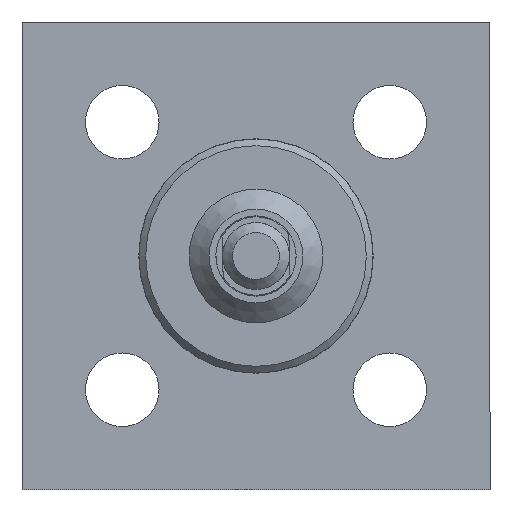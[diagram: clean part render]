
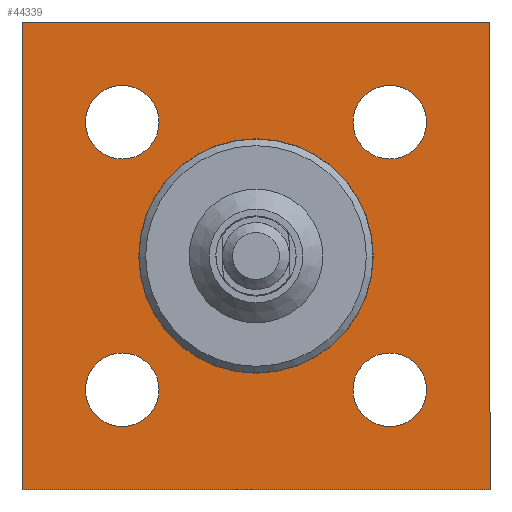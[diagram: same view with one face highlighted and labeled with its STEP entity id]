
A CAD part, front view. The second image highlights one B-rep face of the part: STEP entity #44339.
In plain terms, the highlighted planar face has unit normal (0, -1, 0).
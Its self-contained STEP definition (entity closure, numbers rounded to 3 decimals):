
#43975=CARTESIAN_POINT('',(25.5,-223.0,-20.));
#43976=VERTEX_POINT('',#43975);
#43977=CARTESIAN_POINT('',(20.,-223.0,-20.));
#43978=DIRECTION('',(0.0,1.0,0.0));
#43979=DIRECTION('',(1.0,0.0,0.0));
#43980=AXIS2_PLACEMENT_3D('',#43977,#43978,#43979);
#43981=CIRCLE('',#43980,5.5);
#43982=EDGE_CURVE('',#43976,#43976,#43981,.T.);
#44024=CARTESIAN_POINT('',(25.5,-223.0,20.0));
#44025=VERTEX_POINT('',#44024);
#44026=CARTESIAN_POINT('',(20.,-223.0,20.0));
#44027=DIRECTION('',(0.0,1.0,0.0));
#44028=DIRECTION('',(1.0,0.0,0.0));
#44029=AXIS2_PLACEMENT_3D('',#44026,#44027,#44028);
#44030=CIRCLE('',#44029,5.5);
#44031=EDGE_CURVE('',#44025,#44025,#44030,.T.);
#44073=CARTESIAN_POINT('',(-14.5,-223.0,-20.));
#44074=VERTEX_POINT('',#44073);
#44075=CARTESIAN_POINT('',(-20.,-223.0,-20.));
#44076=DIRECTION('',(0.0,1.0,0.0));
#44077=DIRECTION('',(1.0,0.0,0.0));
#44078=AXIS2_PLACEMENT_3D('',#44075,#44076,#44077);
#44079=CIRCLE('',#44078,5.5);
#44080=EDGE_CURVE('',#44074,#44074,#44079,.T.);
#44122=CARTESIAN_POINT('',(-14.5,-223.0,20.0));
#44123=VERTEX_POINT('',#44122);
#44124=CARTESIAN_POINT('',(-20.,-223.0,20.0));
#44125=DIRECTION('',(0.0,1.0,0.0));
#44126=DIRECTION('',(1.0,0.0,0.0));
#44127=AXIS2_PLACEMENT_3D('',#44124,#44125,#44126);
#44128=CIRCLE('',#44127,5.5);
#44129=EDGE_CURVE('',#44123,#44123,#44128,.T.);
#44150=CARTESIAN_POINT('',(17.536,-223.,0.));
#44151=VERTEX_POINT('',#44150);
#44152=CARTESIAN_POINT('',(0.0,-223.0,0.));
#44153=DIRECTION('',(0.0,1.0,0.0));
#44154=DIRECTION('',(-1.0,0.0,0.0));
#44155=AXIS2_PLACEMENT_3D('',#44152,#44153,#44154);
#44156=CIRCLE('',#44155,17.536);
#44157=EDGE_CURVE('',#44151,#44151,#44156,.T.);
#44177=CARTESIAN_POINT('',(-35.0,-223.,-35.));
#44178=VERTEX_POINT('',#44177);
#44185=CARTESIAN_POINT('',(-35.0,-223.,35.));
#44186=VERTEX_POINT('',#44185);
#44187=CARTESIAN_POINT('',(-35.0,-223.,35.));
#44188=DIRECTION('',(0.0,0.0,-1.0));
#44189=VECTOR('',#44188,70.0);
#44190=LINE('',#44187,#44189);
#44191=EDGE_CURVE('',#44186,#44178,#44190,.T.);
#44215=CARTESIAN_POINT('',(35.,-223.,-35.));
#44216=VERTEX_POINT('',#44215);
#44223=CARTESIAN_POINT('',(-35.0,-223.,-35.));
#44224=DIRECTION('',(1.0,0.0,0.0));
#44225=VECTOR('',#44224,70.);
#44226=LINE('',#44223,#44225);
#44227=EDGE_CURVE('',#44178,#44216,#44226,.T.);
#44246=CARTESIAN_POINT('',(35.0,-223.,35.));
#44247=VERTEX_POINT('',#44246);
#44254=CARTESIAN_POINT('',(35.,-223.,-35.));
#44255=DIRECTION('',(0.0,0.0,1.0));
#44256=VECTOR('',#44255,70.0);
#44257=LINE('',#44254,#44256);
#44258=EDGE_CURVE('',#44216,#44247,#44257,.T.);
#44276=CARTESIAN_POINT('',(35.0,-223.,35.));
#44277=DIRECTION('',(-1.0,0.0,0.0));
#44278=VECTOR('',#44277,70.0);
#44279=LINE('',#44276,#44278);
#44280=EDGE_CURVE('',#44247,#44186,#44279,.T.);
#44313=CARTESIAN_POINT('',(0.,-223.0,0.));
#44314=DIRECTION('',(0.0,1.0,0.0));
#44315=DIRECTION('',(0.0,0.0,1.0));
#44316=AXIS2_PLACEMENT_3D('',#44313,#44314,#44315);
#44317=PLANE('',#44316);
#44318=ORIENTED_EDGE('',*,*,#44280,.T.);
#44319=ORIENTED_EDGE('',*,*,#44191,.T.);
#44320=ORIENTED_EDGE('',*,*,#44227,.T.);
#44321=ORIENTED_EDGE('',*,*,#44258,.T.);
#44322=EDGE_LOOP('',(#44318,#44319,#44320,#44321));
#44323=FACE_OUTER_BOUND('',#44322,.T.);
#44324=ORIENTED_EDGE('',*,*,#43982,.T.);
#44325=EDGE_LOOP('',(#44324));
#44326=FACE_BOUND('',#44325,.T.);
#44327=ORIENTED_EDGE('',*,*,#44031,.T.);
#44328=EDGE_LOOP('',(#44327));
#44329=FACE_BOUND('',#44328,.T.);
#44330=ORIENTED_EDGE('',*,*,#44080,.T.);
#44331=EDGE_LOOP('',(#44330));
#44332=FACE_BOUND('',#44331,.T.);
#44333=ORIENTED_EDGE('',*,*,#44129,.T.);
#44334=EDGE_LOOP('',(#44333));
#44335=FACE_BOUND('',#44334,.T.);
#44336=ORIENTED_EDGE('',*,*,#44157,.T.);
#44337=EDGE_LOOP('',(#44336));
#44338=FACE_BOUND('',#44337,.T.);
#44339=ADVANCED_FACE('',(#44323,#44326,#44329,#44332,#44335,#44338),#44317,.F.);
